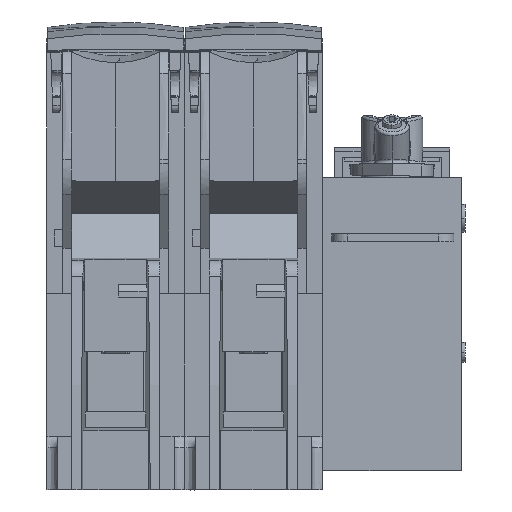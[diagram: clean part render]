
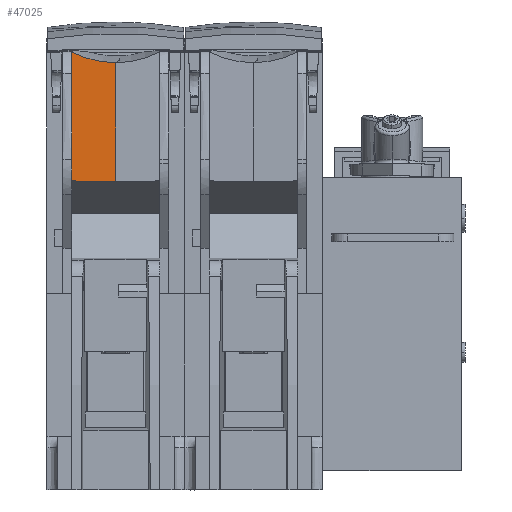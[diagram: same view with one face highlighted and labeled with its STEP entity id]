
A CAD part, left-side view. The second image highlights one B-rep face of the part: STEP entity #47025.
In plain terms, the highlighted planar face has unit normal (-1, -0.009, 0).
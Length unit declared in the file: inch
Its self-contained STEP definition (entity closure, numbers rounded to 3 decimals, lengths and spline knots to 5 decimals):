
#814 = ORIENTED_EDGE ( 'NONE', *, *, #7019, .T. ) ;
#2830 = VERTEX_POINT ( 'NONE', #15098 ) ;
#7019 = EDGE_CURVE ( 'NONE', #45940, #2830, #21262, .T. ) ;
#7723 = DIRECTION ( 'NONE',  ( 0.009, -1., 0. ) ) ;
#7995 = CARTESIAN_POINT ( 'NONE',  ( -2.53151, 0.45276, 1.77051 ) ) ;
#9646 = CARTESIAN_POINT ( 'NONE',  ( -2.53151, 0.45276, 1.77051 ) ) ;
#10498 = CARTESIAN_POINT ( 'NONE',  ( -2.53083, 0.37481, 3.05939 ) ) ;
#11975 = DIRECTION ( 'NONE',  ( 0., 0., -1. ) ) ;
#13078 = PLANE ( 'NONE',  #68021 ) ;
#13198 = EDGE_LOOP ( 'NONE', ( #71388, #814, #50325, #48617, #23656 ) ) ;
#15098 = CARTESIAN_POINT ( 'NONE',  ( -2.52756, 0., 1.76764 ) ) ;
#16839 = EDGE_CURVE ( 'NONE', #50471, #45940, #48042, .T. ) ;
#18013 = CARTESIAN_POINT ( 'NONE',  ( -2.53146, 0.44677, 3.08938 ) ) ;
#21262 = LINE ( 'NONE', #7995, #34971 ) ;
#21594 = EDGE_CURVE ( 'NONE', #50471, #48172, #55992, .T. ) ;
#21700 = FACE_OUTER_BOUND ( 'NONE', #13198, .T. ) ;
#23656 = ORIENTED_EDGE ( 'NONE', *, *, #21594, .F. ) ;
#28066 = CARTESIAN_POINT ( 'NONE',  ( -2.53024, 0.308, 3.03387 ) ) ;
#29722 = CARTESIAN_POINT ( 'NONE',  ( -2.53151, 0.45276, 3.08935 ) ) ;
#30447 = LINE ( 'NONE', #52735, #42340 ) ;
#31942 = CARTESIAN_POINT ( 'NONE',  ( -2.52756, 0., 2.98684 ) ) ;
#33937 = CARTESIAN_POINT ( 'NONE',  ( -2.52829, 0.08319, 2.98682 ) ) ;
#34971 = VECTOR ( 'NONE', #71945, 39.37008 ) ;
#35634 = CARTESIAN_POINT ( 'NONE',  ( -2.53141, 0.44078, 3.08941 ) ) ;
#41145 = EDGE_CURVE ( 'NONE', #48172, #46305, #57779, .T. ) ;
#41473 = CARTESIAN_POINT ( 'NONE',  ( -2.53135, 0.4348, 3.08944 ) ) ;
#42340 = VECTOR ( 'NONE', #11975, 39.37008 ) ;
#42632 = DIRECTION ( 'NONE',  ( -1., -0.009, 0. ) ) ;
#45940 = VERTEX_POINT ( 'NONE', #9646 ) ;
#46305 = VERTEX_POINT ( 'NONE', #31942 ) ;
#47025 = ADVANCED_FACE ( 'NONE', ( #21700 ), #13078, .T. ) ;
#48042 = LINE ( 'NONE', #68700, #49893 ) ;
#48172 = VERTEX_POINT ( 'NONE', #75146 ) ;
#48617 = ORIENTED_EDGE ( 'NONE', *, *, #41145, .F. ) ;
#49893 = VECTOR ( 'NONE', #68179, 39.37008 ) ;
#50325 = ORIENTED_EDGE ( 'NONE', *, *, #60650, .F. ) ;
#50471 = VERTEX_POINT ( 'NONE', #74285 ) ;
#52735 = CARTESIAN_POINT ( 'NONE',  ( -2.52756, 0., 2.91748 ) ) ;
#55992 = B_SPLINE_CURVE_WITH_KNOTS ( 'NONE', 3,
 ( #29722, #18013, #35634, #41473 ),
 .UNSPECIFIED., .F., .F.,
 ( 4, 4 ),
 ( 0., 1. ),
 .UNSPECIFIED. ) ;
#57779 = B_SPLINE_CURVE_WITH_KNOTS ( 'NONE', 3,
 ( #74463, #10498, #28066, #68862, #33937, #74712 ),
 .UNSPECIFIED., .F., .F.,
 ( 4, 2, 4 ),
 ( 0., 0.47915, 0.95829 ),
 .UNSPECIFIED. ) ;
#60650 = EDGE_CURVE ( 'NONE', #46305, #2830, #30447, .T. ) ;
#68021 = AXIS2_PLACEMENT_3D ( 'NONE', #71679, #42632, #7723 ) ;
#68179 = DIRECTION ( 'NONE',  ( 0., 0., -1. ) ) ;
#68700 = CARTESIAN_POINT ( 'NONE',  ( -2.53151, 0.45276, 2.30472 ) ) ;
#68862 = CARTESIAN_POINT ( 'NONE',  ( -2.52897, 0.1622, 2.99758 ) ) ;
#71388 = ORIENTED_EDGE ( 'NONE', *, *, #16839, .T. ) ;
#71679 = CARTESIAN_POINT ( 'NONE',  ( -2.52756, -0.00017, 2.30472 ) ) ;
#71945 = DIRECTION ( 'NONE',  ( 0.009, -1., -0.006 ) ) ;
#74285 = CARTESIAN_POINT ( 'NONE',  ( -2.53151, 0.45276, 3.08935 ) ) ;
#74463 = CARTESIAN_POINT ( 'NONE',  ( -2.53135, 0.4348, 3.08944 ) ) ;
#74712 = CARTESIAN_POINT ( 'NONE',  ( -2.52756, 0., 2.98684 ) ) ;
#75146 = CARTESIAN_POINT ( 'NONE',  ( -2.53135, 0.4348, 3.08944 ) ) ;
